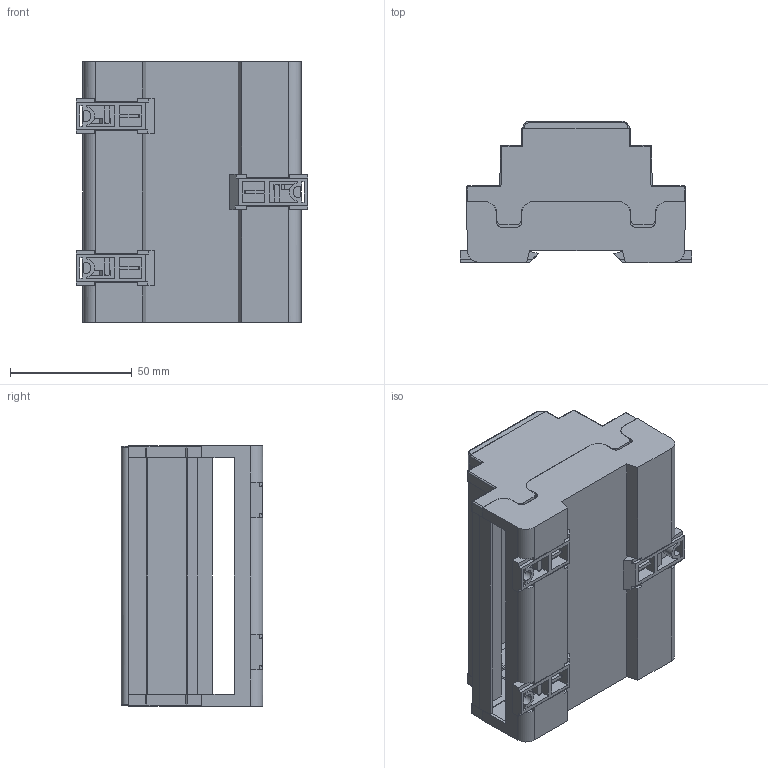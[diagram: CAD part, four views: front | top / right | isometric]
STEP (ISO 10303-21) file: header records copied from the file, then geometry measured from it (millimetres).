
FILE_DESCRIPTION (( 'STEP AP203' ), '1' );
FILE_NAME ('449-360-45.STEP', '2021-08-24T13:25:17', ( '' ), ( '' ), 'SwSTEP 2.0', 'SolidWorks 2018', '' );
FILE_SCHEMA (( 'CONFIG_CONTROL_DESIGN' ));
Length unit declared in the file: centimetre
Products named in the file (5): 044936046; 044900300; 449-360-45; 044936001; 044900400_044900400
Assembly tree (7 placements, depth 2):
  449-360-45
    044936046
    044936001
    044900300  x3
    044900400_044900400  x2
Bounding box: 95 x 58 x 107 mm (x, y, z)
Volume: 65502.8 mm3; surface area: 90656.6 mm2
Topology: 7 solids, 7 shells, 1015 faces, 2793 edges, 1820 vertices
Faces by surface type: plane 869, cylinder 130, sphere 8, bspline 4, cone 4
Entity records: 24290 total; most frequent: CARTESIAN_POINT 4410, ORIENTED_EDGE 4142, DIRECTION 3765, EDGE_CURVE 2071, VECTOR 1819, LINE 1819, VERTEX_POINT 1354, AXIS2_PLACEMENT_3D 973
